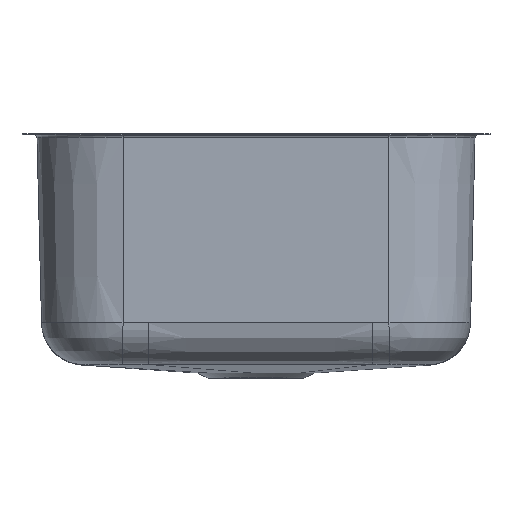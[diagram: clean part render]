
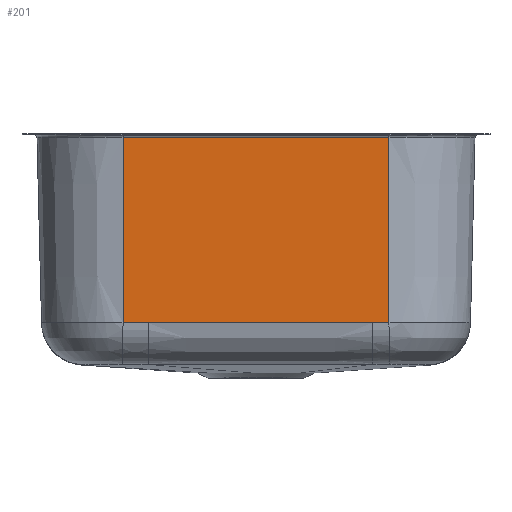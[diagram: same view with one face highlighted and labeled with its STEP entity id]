
A CAD part, left-side view. The second image highlights one B-rep face of the part: STEP entity #201.
In plain terms, the highlighted planar face has unit normal (-1, 0, -0.024).
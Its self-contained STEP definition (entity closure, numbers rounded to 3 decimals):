
#201=ADVANCED_FACE('',(#310),#295,.F.);
#295=PLANE('',#1635);
#310=FACE_OUTER_BOUND('',#401,.T.);
#401=EDGE_LOOP('',(#625,#626,#627,#628,#629,#630));
#501=B_SPLINE_CURVE_WITH_KNOTS('',3,(#2009,#2010,#2011,#2012),.UNSPECIFIED.,
.F.,.F.,(4,4),(0.,1.),.UNSPECIFIED.);
#502=B_SPLINE_CURVE_WITH_KNOTS('',3,(#2014,#2015,#2016,#2017,#2018,#2019,
#2020,#2021,#2022,#2023,#2024,#2025,#2026),.UNSPECIFIED.,.F.,.F.,(4,3,3,
3,4),(0.,0.046,0.48,0.77,1.),.UNSPECIFIED.);
#503=B_SPLINE_CURVE_WITH_KNOTS('',3,(#2028,#2029,#2030,#2031),.UNSPECIFIED.,
.F.,.F.,(4,4),(0.,1.),.UNSPECIFIED.);
#625=ORIENTED_EDGE('',*,*,#1287,.T.);
#626=ORIENTED_EDGE('',*,*,#1288,.T.);
#627=ORIENTED_EDGE('',*,*,#1289,.F.);
#628=ORIENTED_EDGE('',*,*,#1290,.T.);
#629=ORIENTED_EDGE('',*,*,#1291,.T.);
#630=ORIENTED_EDGE('',*,*,#1292,.T.);
#1125=VERTEX_POINT('',#2003);
#1126=VERTEX_POINT('',#2004);
#1127=VERTEX_POINT('',#2006);
#1128=VERTEX_POINT('',#2008);
#1129=VERTEX_POINT('',#2013);
#1130=VERTEX_POINT('',#2027);
#1287=EDGE_CURVE('',#1125,#1126,#1537,.T.);
#1288=EDGE_CURVE('',#1126,#1127,#1538,.T.);
#1289=EDGE_CURVE('',#1128,#1127,#1539,.T.);
#1290=EDGE_CURVE('',#1128,#1129,#501,.T.);
#1291=EDGE_CURVE('',#1129,#1130,#502,.T.);
#1292=EDGE_CURVE('',#1130,#1125,#503,.T.);
#1537=LINE('',#2002,#1585);
#1538=LINE('',#2005,#1586);
#1539=LINE('',#2007,#1587);
#1585=VECTOR('',#1742,1.);
#1586=VECTOR('',#1743,1.);
#1587=VECTOR('',#1744,1.);
#1635=AXIS2_PLACEMENT_3D('',#2032,#1745,#1746);
#1742=DIRECTION('',(-0.024,0.,1.));
#1743=DIRECTION('',(0.,1.,0.));
#1744=DIRECTION('',(-0.024,0.,1.));
#1745=DIRECTION('',(1.,0.,0.024));
#1746=DIRECTION('',(0.024,0.,-1.));
#2002=CARTESIAN_POINT('',(-256.,-125.,-0.024));
#2003=CARTESIAN_POINT('',(-251.658,-125.,-177.667));
#2004=CARTESIAN_POINT('',(-255.904,-125.,-3.927));
#2005=CARTESIAN_POINT('',(-255.904,0.,-3.927));
#2006=CARTESIAN_POINT('',(-255.904,125.,-3.927));
#2007=CARTESIAN_POINT('',(-256.,125.,-0.024));
#2008=CARTESIAN_POINT('',(-251.656,125.,-177.743));
#2009=CARTESIAN_POINT('',(-251.656,125.,-177.743));
#2010=CARTESIAN_POINT('',(-251.654,117.116,-177.853));
#2011=CARTESIAN_POINT('',(-251.652,109.231,-177.922));
#2012=CARTESIAN_POINT('',(-251.652,101.346,-177.922));
#2013=CARTESIAN_POINT('',(-251.652,101.346,-177.922));
#2014=CARTESIAN_POINT('',(-251.652,101.346,-177.922));
#2015=CARTESIAN_POINT('',(-251.652,98.14,-177.922));
#2016=CARTESIAN_POINT('',(-251.652,94.934,-177.922));
#2017=CARTESIAN_POINT('',(-251.652,91.728,-177.921));
#2018=CARTESIAN_POINT('',(-251.652,61.153,-177.92));
#2019=CARTESIAN_POINT('',(-251.652,30.578,-177.909));
#2020=CARTESIAN_POINT('',(-251.653,0.003,-177.888));
#2021=CARTESIAN_POINT('',(-251.653,-20.381,-177.874));
#2022=CARTESIAN_POINT('',(-251.654,-40.764,-177.855));
#2023=CARTESIAN_POINT('',(-251.654,-61.148,-177.834));
#2024=CARTESIAN_POINT('',(-251.655,-77.362,-177.817));
#2025=CARTESIAN_POINT('',(-251.655,-93.575,-177.798));
#2026=CARTESIAN_POINT('',(-251.656,-109.789,-177.777));
#2027=CARTESIAN_POINT('',(-251.656,-109.789,-177.777));
#2028=CARTESIAN_POINT('',(-251.656,-109.789,-177.777));
#2029=CARTESIAN_POINT('',(-251.656,-114.86,-177.763));
#2030=CARTESIAN_POINT('',(-251.657,-119.93,-177.725));
#2031=CARTESIAN_POINT('',(-251.658,-125.,-177.667));
#2032=CARTESIAN_POINT('',(-256.,0.,-0.024));
